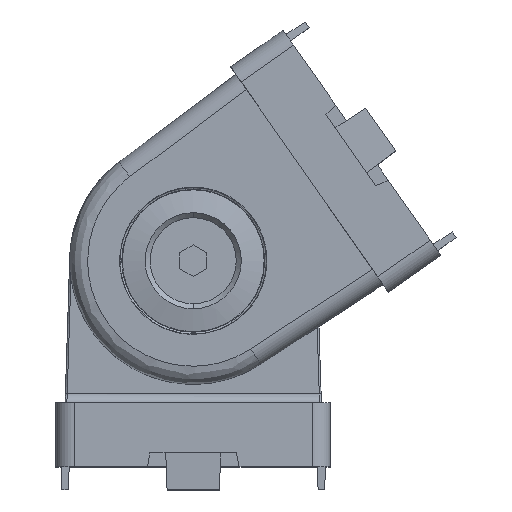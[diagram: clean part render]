
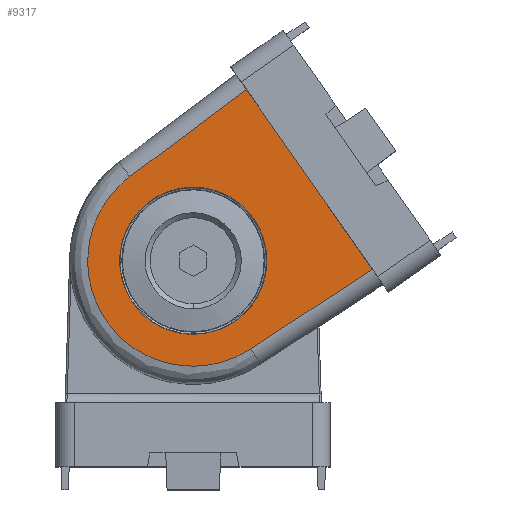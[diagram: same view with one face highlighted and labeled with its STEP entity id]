
A CAD part, top view. The second image highlights one B-rep face of the part: STEP entity #9317.
In plain terms, the highlighted planar face has unit normal (-0.014, -0.01, 1).
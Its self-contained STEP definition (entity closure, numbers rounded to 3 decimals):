
#321 = ORIENTED_EDGE ( 'NONE', *, *, #11135, .F. ) ;
#775 = CARTESIAN_POINT ( 'NONE',  ( 4.093, 21.178, 14. ) ) ;
#788 = DIRECTION ( 'NONE',  ( -0.574, 0.819, 0. ) ) ;
#963 = CARTESIAN_POINT ( 'NONE',  ( -6.889, 9.21, 13.723 ) ) ;
#973 = DIRECTION ( 'NONE',  ( -1., 0., -0.014 ) ) ;
#994 = DIRECTION ( 'NONE',  ( 0.014, 0.01, -1. ) ) ;
#999 = CARTESIAN_POINT ( 'NONE',  ( 4.093, 21.178, 14. ) ) ;
#1177 = PLANE ( 'NONE',  #6149 ) ;
#1290 = CARTESIAN_POINT ( 'NONE',  ( 5.814, 18.72, 14. ) ) ;
#1740 = CARTESIAN_POINT ( 'NONE',  ( 0., -8.04, 13.649 ) ) ;
#2013 = FACE_OUTER_BOUND ( 'NONE', #14786, .T. ) ;
#2184 = DIRECTION ( 'NONE',  ( 0.8, 0.599, 0.017 ) ) ;
#2232 = EDGE_LOOP ( 'NONE', ( #14239, #14355 ) ) ;
#2595 = VERTEX_POINT ( 'NONE', #10445 ) ;
#3673 = CARTESIAN_POINT ( 'NONE',  ( -6.921, 9.186, 13.722 ) ) ;
#3686 = CARTESIAN_POINT ( 'NONE',  ( 19.58, -0.939, 14. ) ) ;
#3938 = VERTEX_POINT ( 'NONE', #3673 ) ;
#4237 = CARTESIAN_POINT ( 'NONE',  ( 0., 8.046, 13.81 ) ) ;
#4337 = VERTEX_POINT ( 'NONE', #4237 ) ;
#4776 = CARTESIAN_POINT ( 'NONE',  ( 0., 8.046, 13.81 ) ) ;
#5592 = DIRECTION ( 'NONE',  ( -0.837, -0.547, -0.017 ) ) ;
#5662 = CARTESIAN_POINT ( 'NONE',  ( 8.047, 0.003, 13.845 ) ) ;
#5687 = VECTOR ( 'NONE', #5592, 1000. ) ;
#5915 = CARTESIAN_POINT ( 'NONE',  ( 19.58, -0.939, 14. ) ) ;
#5953 = EDGE_CURVE ( 'NONE', #8597, #3938, #8193, .T. ) ;
#6145 = VECTOR ( 'NONE', #2184, 1000. ) ;
#6149 = AXIS2_PLACEMENT_3D ( 'NONE', #999, #994, #973 ) ;
#6445 = CARTESIAN_POINT ( 'NONE',  ( 6.265, -9.645, 13.722 ) ) ;
#6481 = EDGE_CURVE ( 'NONE', #14751, #8597, #9380, .T. ) ;
#6925 = CARTESIAN_POINT ( 'NONE',  ( 4.713, 8.048, 13.877 ) ) ;
#7031 = ORIENTED_EDGE ( 'NONE', *, *, #5953, .F. ) ;
#7312 = CARTESIAN_POINT ( 'NONE',  ( 0., -8.04, 13.649 ) ) ;
#8193 = B_SPLINE_CURVE_WITH_KNOTS ( 'NONE', 3,
 ( #6445, #10595, #10371, #9932, #15621, #10795, #10615, #10559, #10506, #10519, #10490, #10464, #10316, #10299, #10187, #10096, #10137, #9943 ),
 .UNSPECIFIED., .F., .F.,
 ( 4, 2, 2, 2, 2, 2, 2, 2, 4 ),
 ( 0., 0.125, 0.25, 0.375, 0.5, 0.625, 0.75, 0.875, 1. ),
 .UNSPECIFIED. ) ;
#8351 = CARTESIAN_POINT ( 'NONE',  ( 6.265, -9.645, 13.722 ) ) ;
#8597 = VERTEX_POINT ( 'NONE', #8351 ) ;
#9103 = VECTOR ( 'NONE', #788, 1000. ) ;
#9232 =( BOUNDED_CURVE ( )  B_SPLINE_CURVE ( 3, ( #1740, #10591, #13095, #5662, #14362, #6925, #15591 ),
 .UNSPECIFIED., .F., .T. ) 
 B_SPLINE_CURVE_WITH_KNOTS ( ( 4, 3, 4 ),
 ( 4.101, 5.672, 7.244 ),
 .UNSPECIFIED. ) 
 CURVE ( )  GEOMETRIC_REPRESENTATION_ITEM ( )  RATIONAL_B_SPLINE_CURVE ( ( 1., 0.805, 0.805, 1., 0.805, 0.805, 1. ) ) 
 REPRESENTATION_ITEM ( '' )  );
#9278 = LINE ( 'NONE', #775, #9103 ) ;
#9317 = ADVANCED_FACE ( 'NONE', ( #2013, #13697 ), #1177, .F. ) ;
#9366 = EDGE_CURVE ( 'NONE', #14751, #11280, #9278, .T. ) ;
#9380 = LINE ( 'NONE', #5915, #5687 ) ;
#9932 = CARTESIAN_POINT ( 'NONE',  ( 0.745, -11.588, 13.624 ) ) ;
#9943 = CARTESIAN_POINT ( 'NONE',  ( -6.921, 9.186, 13.722 ) ) ;
#10096 = CARTESIAN_POINT ( 'NONE',  ( -9.11, 7.188, 13.671 ) ) ;
#10137 = CARTESIAN_POINT ( 'NONE',  ( -8.102, 8.302, 13.697 ) ) ;
#10156 = LINE ( 'NONE', #963, #6145 ) ;
#10187 = CARTESIAN_POINT ( 'NONE',  ( -10.635, 4.663, 13.624 ) ) ;
#10299 = CARTESIAN_POINT ( 'NONE',  ( -11.151, 3.253, 13.603 ) ) ;
#10316 = CARTESIAN_POINT ( 'NONE',  ( -11.617, 0.34, 13.567 ) ) ;
#10371 = CARTESIAN_POINT ( 'NONE',  ( 3.639, -11.019, 13.671 ) ) ;
#10445 = CARTESIAN_POINT ( 'NONE',  ( 0., -8.04, 13.649 ) ) ;
#10464 = CARTESIAN_POINT ( 'NONE',  ( -11.567, -1.161, 13.552 ) ) ;
#10490 = CARTESIAN_POINT ( 'NONE',  ( -10.905, -4.036, 13.533 ) ) ;
#10506 = CARTESIAN_POINT ( 'NONE',  ( -8.603, -7.824, 13.528 ) ) ;
#10519 = CARTESIAN_POINT ( 'NONE',  ( -10.295, -5.408, 13.528 ) ) ;
#10559 = CARTESIAN_POINT ( 'NONE',  ( -7.522, -8.867, 13.533 ) ) ;
#10591 = CARTESIAN_POINT ( 'NONE',  ( 4.713, -8.042, 13.716 ) ) ;
#10595 = CARTESIAN_POINT ( 'NONE',  ( 5.03, -10.453, 13.697 ) ) ;
#10615 = CARTESIAN_POINT ( 'NONE',  ( -5.047, -10.472, 13.552 ) ) ;
#10795 = CARTESIAN_POINT ( 'NONE',  ( -3.654, -11.033, 13.567 ) ) ;
#11135 = EDGE_CURVE ( 'NONE', #3938, #11280, #10156, .T. ) ;
#11280 = VERTEX_POINT ( 'NONE', #1290 ) ;
#12236 = CARTESIAN_POINT ( 'NONE',  ( -16.07, 8.038, 13.58 ) ) ;
#12828 =( BOUNDED_CURVE ( )  B_SPLINE_CURVE ( 3, ( #4776, #12236, #14727, #7312 ),
 .UNSPECIFIED., .F., .F. ) 
 B_SPLINE_CURVE_WITH_KNOTS ( ( 4, 4 ),
 ( 0.96, 4.101 ),
 .UNSPECIFIED. ) 
 CURVE ( )  GEOMETRIC_REPRESENTATION_ITEM ( )  RATIONAL_B_SPLINE_CURVE ( ( 1., 0.334, 0.334, 1. ) ) 
 REPRESENTATION_ITEM ( '' )  );
#13095 = CARTESIAN_POINT ( 'NONE',  ( 8.047, -4.71, 13.797 ) ) ;
#13311 = ORIENTED_EDGE ( 'NONE', *, *, #9366, .T. ) ;
#13697 = FACE_BOUND ( 'NONE', #2232, .T. ) ;
#13830 = ORIENTED_EDGE ( 'NONE', *, *, #6481, .F. ) ;
#13880 = EDGE_CURVE ( 'NONE', #4337, #2595, #12828, .T. ) ;
#14239 = ORIENTED_EDGE ( 'NONE', *, *, #14320, .F. ) ;
#14320 = EDGE_CURVE ( 'NONE', #2595, #4337, #9232, .T. ) ;
#14355 = ORIENTED_EDGE ( 'NONE', *, *, #13880, .F. ) ;
#14362 = CARTESIAN_POINT ( 'NONE',  ( 8.047, 4.716, 13.892 ) ) ;
#14727 = CARTESIAN_POINT ( 'NONE',  ( -16.07, -8.032, 13.419 ) ) ;
#14751 = VERTEX_POINT ( 'NONE', #3686 ) ;
#14786 = EDGE_LOOP ( 'NONE', ( #13311, #321, #7031, #13830 ) ) ;
#15591 = CARTESIAN_POINT ( 'NONE',  ( 0., 8.046, 13.81 ) ) ;
#15621 = CARTESIAN_POINT ( 'NONE',  ( -0.757, -11.591, 13.603 ) ) ;
